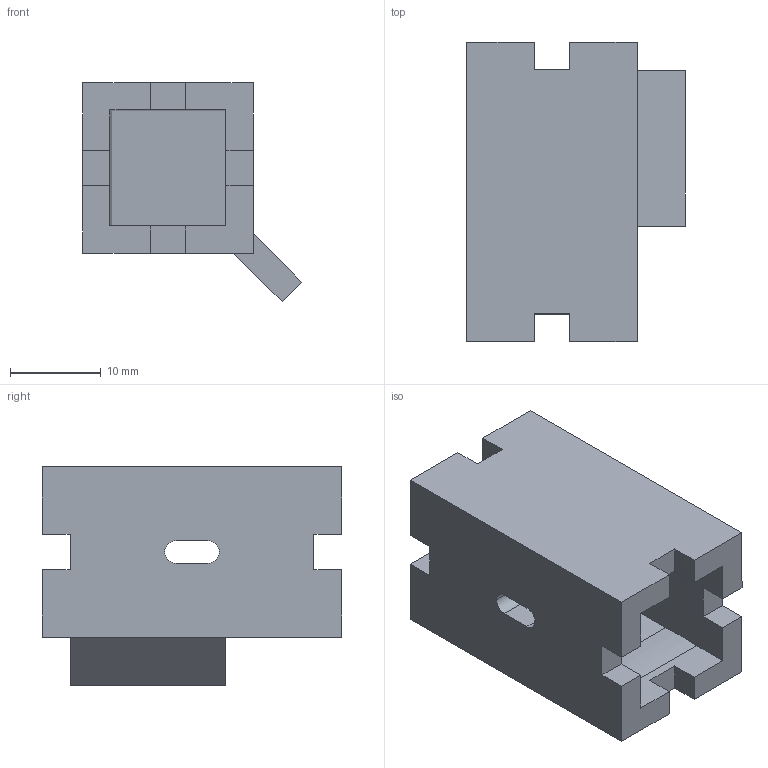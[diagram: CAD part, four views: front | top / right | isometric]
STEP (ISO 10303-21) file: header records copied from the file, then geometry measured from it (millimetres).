
FILE_DESCRIPTION (( 'STEP AP214' ), '1' );
FILE_NAME ('spectro_cell_holder_3dp.STEP', '2024-07-25T10:18:20', ( '' ), ( '' ), 'SwSTEP 2.0', 'SolidWorks 2022', '' );
FILE_SCHEMA (( 'AUTOMOTIVE_DESIGN' ));
Length unit declared in the file: millimetre
Products named in the file (1): spectro_cell_holder_3dp
Bounding box: 24.1 x 33 x 24.1 mm (x, y, z)
Volume: 6374 mm3; surface area: 5092.8 mm2
Topology: 1 solids, 1 shells, 76 faces, 222 edges, 148 vertices
Faces by surface type: plane 61, cylinder 15
Full cylindrical faces by diameter (mm): 5.5 x1
Entity records: 2541 total; most frequent: CARTESIAN_POINT 458, ORIENTED_EDGE 442, DIRECTION 401, EDGE_CURVE 221, LINE 187, VECTOR 187, VERTEX_POINT 148, AXIS2_PLACEMENT_3D 107
